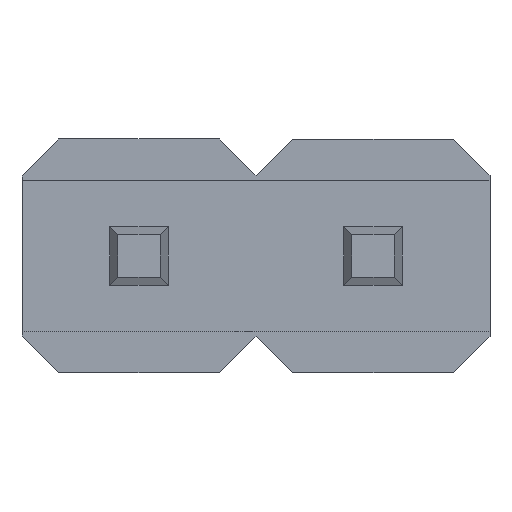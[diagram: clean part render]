
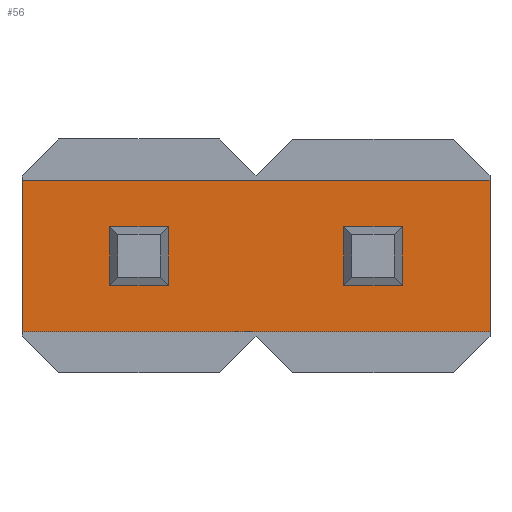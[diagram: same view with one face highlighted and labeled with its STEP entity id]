
A CAD part, front view. The second image highlights one B-rep face of the part: STEP entity #56.
In plain terms, the highlighted planar face has unit normal (0, -1, 0).
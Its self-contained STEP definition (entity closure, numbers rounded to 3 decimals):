
#8 = DIRECTION ( 'NONE',  ( 0., 0., 1. ) ) ;
#11 = VECTOR ( 'NONE', #1129, 1000. ) ;
#17 = CARTESIAN_POINT ( 'NONE',  ( 2.22, 0.6, 0.32 ) ) ;
#25 = FACE_OUTER_BOUND ( 'NONE', #385, .T. ) ;
#41 = LINE ( 'NONE', #710, #892 ) ;
#56 = ADVANCED_FACE ( 'NONE', ( #687, #25, #906 ), #505, .T. ) ;
#89 = DIRECTION ( 'NONE',  ( 1., 0., 0. ) ) ;
#160 = VECTOR ( 'NONE', #1222, 1000. ) ;
#177 = DIRECTION ( 'NONE',  ( 1., 0., 0. ) ) ;
#183 = ORIENTED_EDGE ( 'NONE', *, *, #1180, .F. ) ;
#193 = VECTOR ( 'NONE', #1293, 1000. ) ;
#194 = DIRECTION ( 'NONE',  ( 0., 0., -1. ) ) ;
#196 = CARTESIAN_POINT ( 'NONE',  ( 2.22, 0.6, -0.32 ) ) ;
#251 = CARTESIAN_POINT ( 'NONE',  ( 3.81, 0.6, 0.82 ) ) ;
#253 = VERTEX_POINT ( 'NONE', #1316 ) ;
#268 = ORIENTED_EDGE ( 'NONE', *, *, #614, .F. ) ;
#279 = VECTOR ( 'NONE', #933, 1000. ) ;
#299 = VERTEX_POINT ( 'NONE', #356 ) ;
#317 = VERTEX_POINT ( 'NONE', #383 ) ;
#318 = VERTEX_POINT ( 'NONE', #718 ) ;
#340 = VECTOR ( 'NONE', #89, 1000. ) ;
#356 = CARTESIAN_POINT ( 'NONE',  ( 2.86, 0.6, -0.32 ) ) ;
#383 = CARTESIAN_POINT ( 'NONE',  ( -0.32, 0.6, 0.32 ) ) ;
#385 = EDGE_LOOP ( 'NONE', ( #1018, #183, #681, #1091 ) ) ;
#393 = LINE ( 'NONE', #761, #193 ) ;
#407 = CARTESIAN_POINT ( 'NONE',  ( 0.32, 0.6, 0.32 ) ) ;
#408 = LINE ( 'NONE', #1214, #1176 ) ;
#412 = CARTESIAN_POINT ( 'NONE',  ( 3.81, 0.6, -0.82 ) ) ;
#423 = CARTESIAN_POINT ( 'NONE',  ( 0.32, 0.6, -0.32 ) ) ;
#435 = VERTEX_POINT ( 'NONE', #407 ) ;
#491 = CARTESIAN_POINT ( 'NONE',  ( -1.27, 0.6, -0.82 ) ) ;
#505 = PLANE ( 'NONE',  #689 ) ;
#514 = EDGE_CURVE ( 'NONE', #253, #790, #408, .T. ) ;
#548 = ORIENTED_EDGE ( 'NONE', *, *, #1264, .F. ) ;
#556 = CARTESIAN_POINT ( 'NONE',  ( -1.27, 0.6, 0.82 ) ) ;
#573 = DIRECTION ( 'NONE',  ( 0., 0., -1. ) ) ;
#576 = EDGE_CURVE ( 'NONE', #773, #914, #1307, .T. ) ;
#578 = CARTESIAN_POINT ( 'NONE',  ( 2.86, 0.6, -0.32 ) ) ;
#614 = EDGE_CURVE ( 'NONE', #299, #318, #712, .T. ) ;
#681 = ORIENTED_EDGE ( 'NONE', *, *, #576, .F. ) ;
#687 = FACE_BOUND ( 'NONE', #775, .T. ) ;
#689 = AXIS2_PLACEMENT_3D ( 'NONE', #1278, #831, #194 ) ;
#690 = CARTESIAN_POINT ( 'NONE',  ( 0.32, 0.6, -0.32 ) ) ;
#695 = DIRECTION ( 'NONE',  ( 0., 0., 1. ) ) ;
#708 = VECTOR ( 'NONE', #1052, 1000. ) ;
#710 = CARTESIAN_POINT ( 'NONE',  ( -0.32, 0.6, -0.32 ) ) ;
#712 = LINE ( 'NONE', #578, #1366 ) ;
#718 = CARTESIAN_POINT ( 'NONE',  ( 2.86, 0.6, 0.32 ) ) ;
#761 = CARTESIAN_POINT ( 'NONE',  ( -1.27, 0.6, 0.82 ) ) ;
#773 = VERTEX_POINT ( 'NONE', #865 ) ;
#775 = EDGE_LOOP ( 'NONE', ( #879, #548, #1051, #1323 ) ) ;
#779 = VECTOR ( 'NONE', #8, 1000. ) ;
#790 = VERTEX_POINT ( 'NONE', #1185 ) ;
#806 = CARTESIAN_POINT ( 'NONE',  ( -0.32, 0.6, -0.32 ) ) ;
#810 = CARTESIAN_POINT ( 'NONE',  ( -1.27, 0.6, -0.82 ) ) ;
#816 = EDGE_CURVE ( 'NONE', #1295, #773, #393, .T. ) ;
#819 = VERTEX_POINT ( 'NONE', #412 ) ;
#831 = DIRECTION ( 'NONE',  ( 0., -1., 0. ) ) ;
#835 = DIRECTION ( 'NONE',  ( -1., 0., 0. ) ) ;
#837 = ORIENTED_EDGE ( 'NONE', *, *, #1049, .F. ) ;
#843 = EDGE_CURVE ( 'NONE', #1259, #435, #1414, .T. ) ;
#865 = CARTESIAN_POINT ( 'NONE',  ( -1.27, 0.6, 0.82 ) ) ;
#879 = ORIENTED_EDGE ( 'NONE', *, *, #1234, .F. ) ;
#892 = VECTOR ( 'NONE', #177, 1000. ) ;
#906 = FACE_BOUND ( 'NONE', #1274, .T. ) ;
#914 = VERTEX_POINT ( 'NONE', #1308 ) ;
#933 = DIRECTION ( 'NONE',  ( 0., 0., -1. ) ) ;
#936 = ORIENTED_EDGE ( 'NONE', *, *, #514, .F. ) ;
#959 = CARTESIAN_POINT ( 'NONE',  ( -0.32, 0.6, -0.32 ) ) ;
#1018 = ORIENTED_EDGE ( 'NONE', *, *, #1283, .F. ) ;
#1049 = EDGE_CURVE ( 'NONE', #318, #253, #1196, .T. ) ;
#1051 = ORIENTED_EDGE ( 'NONE', *, *, #1332, .F. ) ;
#1052 = DIRECTION ( 'NONE',  ( -1., 0., 0. ) ) ;
#1091 = ORIENTED_EDGE ( 'NONE', *, *, #816, .F. ) ;
#1098 = VECTOR ( 'NONE', #835, 1000. ) ;
#1119 = VECTOR ( 'NONE', #573, 1000. ) ;
#1129 = DIRECTION ( 'NONE',  ( 1., 0., 0. ) ) ;
#1176 = VECTOR ( 'NONE', #1330, 1000. ) ;
#1180 = EDGE_CURVE ( 'NONE', #914, #819, #1235, .T. ) ;
#1185 = CARTESIAN_POINT ( 'NONE',  ( 2.22, 0.6, -0.32 ) ) ;
#1196 = LINE ( 'NONE', #17, #160 ) ;
#1214 = CARTESIAN_POINT ( 'NONE',  ( 2.22, 0.6, -0.32 ) ) ;
#1220 = LINE ( 'NONE', #806, #279 ) ;
#1222 = DIRECTION ( 'NONE',  ( -1., 0., 0. ) ) ;
#1234 = EDGE_CURVE ( 'NONE', #1417, #1259, #41, .T. ) ;
#1235 = LINE ( 'NONE', #251, #1119 ) ;
#1259 = VERTEX_POINT ( 'NONE', #690 ) ;
#1264 = EDGE_CURVE ( 'NONE', #317, #1417, #1220, .T. ) ;
#1274 = EDGE_LOOP ( 'NONE', ( #1277, #936, #837, #268 ) ) ;
#1277 = ORIENTED_EDGE ( 'NONE', *, *, #1292, .F. ) ;
#1278 = CARTESIAN_POINT ( 'NONE',  ( 0., 0.6, 0. ) ) ;
#1279 = LINE ( 'NONE', #196, #340 ) ;
#1283 = EDGE_CURVE ( 'NONE', #819, #1295, #1346, .T. ) ;
#1292 = EDGE_CURVE ( 'NONE', #790, #299, #1279, .T. ) ;
#1293 = DIRECTION ( 'NONE',  ( 0., 0., 1. ) ) ;
#1295 = VERTEX_POINT ( 'NONE', #810 ) ;
#1307 = LINE ( 'NONE', #556, #11 ) ;
#1308 = CARTESIAN_POINT ( 'NONE',  ( 3.81, 0.6, 0.82 ) ) ;
#1316 = CARTESIAN_POINT ( 'NONE',  ( 2.22, 0.6, 0.32 ) ) ;
#1323 = ORIENTED_EDGE ( 'NONE', *, *, #843, .F. ) ;
#1330 = DIRECTION ( 'NONE',  ( 0., 0., -1. ) ) ;
#1332 = EDGE_CURVE ( 'NONE', #435, #317, #1381, .T. ) ;
#1346 = LINE ( 'NONE', #491, #708 ) ;
#1366 = VECTOR ( 'NONE', #695, 1000. ) ;
#1381 = LINE ( 'NONE', #1404, #1098 ) ;
#1404 = CARTESIAN_POINT ( 'NONE',  ( -0.32, 0.6, 0.32 ) ) ;
#1414 = LINE ( 'NONE', #423, #779 ) ;
#1417 = VERTEX_POINT ( 'NONE', #959 ) ;
